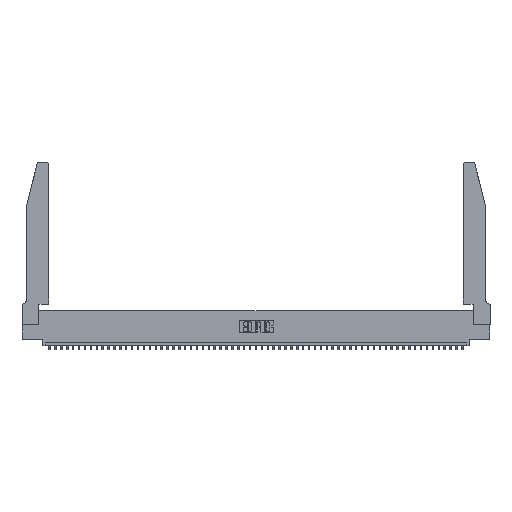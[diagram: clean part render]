
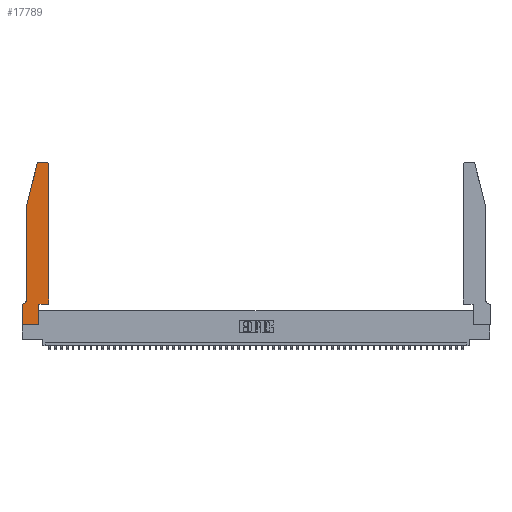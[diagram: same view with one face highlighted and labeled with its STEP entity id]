
A CAD part, top view. The second image highlights one B-rep face of the part: STEP entity #17789.
In plain terms, the highlighted planar face has unit normal (0, 0, 1).
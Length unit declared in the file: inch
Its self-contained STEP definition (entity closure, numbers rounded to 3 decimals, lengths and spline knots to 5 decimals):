
#936 = ORIENTED_EDGE ( 'NONE', *, *, #53985, .T. ) ;
#2435 = VERTEX_POINT ( 'NONE', #52022 ) ;
#2727 = ORIENTED_EDGE ( 'NONE', *, *, #44533, .T. ) ;
#3667 = VERTEX_POINT ( 'NONE', #29073 ) ;
#4086 = VERTEX_POINT ( 'NONE', #37007 ) ;
#4576 = AXIS2_PLACEMENT_3D ( 'NONE', #40473, #52730, #32435 ) ;
#5142 = ORIENTED_EDGE ( 'NONE', *, *, #14231, .T. ) ;
#5319 = LINE ( 'NONE', #27626, #39589 ) ;
#6858 = VECTOR ( 'NONE', #23014, 39.37008 ) ;
#7313 = CARTESIAN_POINT ( 'NONE',  ( 0.0755, 0.35, 0.37 ) ) ;
#7373 = DIRECTION ( 'NONE',  ( -1., 0., 0. ) ) ;
#7447 = EDGE_CURVE ( 'NONE', #53494, #26712, #18298, .T. ) ;
#7765 = CARTESIAN_POINT ( 'NONE',  ( 0.0755, 2., 0.37 ) ) ;
#8480 = VERTEX_POINT ( 'NONE', #31300 ) ;
#9219 = CARTESIAN_POINT ( 'NONE',  ( 0.4505, 0.35, 0.37 ) ) ;
#9742 = VECTOR ( 'NONE', #24441, 39.37008 ) ;
#9999 = EDGE_CURVE ( 'NONE', #52331, #3667, #15702, .T. ) ;
#10842 = EDGE_CURVE ( 'NONE', #8480, #42780, #46485, .T. ) ;
#11043 = AXIS2_PLACEMENT_3D ( 'NONE', #17646, #36238, #7373 ) ;
#11203 = CARTESIAN_POINT ( 'NONE',  ( 0.0755, 2., 0.37 ) ) ;
#12096 = CARTESIAN_POINT ( 'NONE',  ( 0.0755, 2., 0.37 ) ) ;
#12156 = VECTOR ( 'NONE', #34583, 39.37008 ) ;
#12567 = VECTOR ( 'NONE', #27950, 39.37008 ) ;
#12617 = ORIENTED_EDGE ( 'NONE', *, *, #10842, .T. ) ;
#12699 = EDGE_CURVE ( 'NONE', #3667, #47062, #5319, .T. ) ;
#13202 = CARTESIAN_POINT ( 'NONE',  ( 0.2605, 2.75, 0.37 ) ) ;
#13982 = LINE ( 'NONE', #48580, #6858 ) ;
#14231 = EDGE_CURVE ( 'NONE', #30113, #8480, #46096, .T. ) ;
#14797 = EDGE_CURVE ( 'NONE', #42780, #4086, #23700, .T. ) ;
#15702 = LINE ( 'NONE', #37358, #48521 ) ;
#16741 = VERTEX_POINT ( 'NONE', #17228 ) ;
#17228 = CARTESIAN_POINT ( 'NONE',  ( 0.25487, 2.72718, 0.37 ) ) ;
#17646 = CARTESIAN_POINT ( 'NONE',  ( 0.0055, 0.42, 0.37 ) ) ;
#17789 = ADVANCED_FACE ( 'NONE', ( #46530 ), #45968, .T. ) ;
#18298 = CIRCLE ( 'NONE', #4576, 0.03 ) ;
#19125 = CARTESIAN_POINT ( 'NONE',  ( 0.4505, 0.35, 0.37 ) ) ;
#20384 = DIRECTION ( 'NONE',  ( -0.239, -0.971, 0. ) ) ;
#20435 = EDGE_CURVE ( 'NONE', #4086, #2435, #13982, .T. ) ;
#21144 = ORIENTED_EDGE ( 'NONE', *, *, #46057, .T. ) ;
#22189 = ORIENTED_EDGE ( 'NONE', *, *, #20435, .T. ) ;
#23014 = DIRECTION ( 'NONE',  ( 0., -1., 0. ) ) ;
#23177 = DIRECTION ( 'NONE',  ( 1., 0., 0. ) ) ;
#23351 = DIRECTION ( 'NONE',  ( 0., 1., 0. ) ) ;
#23700 = LINE ( 'NONE', #7313, #9742 ) ;
#24441 = DIRECTION ( 'NONE',  ( -1., 0., 0. ) ) ;
#24835 = CARTESIAN_POINT ( 'NONE',  ( 0.2865, 0., 0.37 ) ) ;
#25076 = DIRECTION ( 'NONE',  ( 0., 0., 1. ) ) ;
#25153 = VECTOR ( 'NONE', #20384, 39.37008 ) ;
#25417 = DIRECTION ( 'NONE',  ( 1., 0., 0. ) ) ;
#26149 = DIRECTION ( 'NONE',  ( 1., 0., 0. ) ) ;
#26337 = LINE ( 'NONE', #12096, #25153 ) ;
#26712 = VERTEX_POINT ( 'NONE', #39994 ) ;
#27042 = DIRECTION ( 'NONE',  ( 1., 0., 0. ) ) ;
#27127 = ORIENTED_EDGE ( 'NONE', *, *, #12699, .T. ) ;
#27626 = CARTESIAN_POINT ( 'NONE',  ( 0.4505, 0.35, 0.37 ) ) ;
#27950 = DIRECTION ( 'NONE',  ( 0., -1., 0. ) ) ;
#28124 = CARTESIAN_POINT ( 'NONE',  ( 0.4505, 2.72, 0.37 ) ) ;
#28637 = LINE ( 'NONE', #9219, #12156 ) ;
#29073 = CARTESIAN_POINT ( 'NONE',  ( 0.2865, 0.35, 0.37 ) ) ;
#30113 = VERTEX_POINT ( 'NONE', #7765 ) ;
#31283 = DIRECTION ( 'NONE',  ( 0., 0., 1. ) ) ;
#31300 = CARTESIAN_POINT ( 'NONE',  ( 0.0755, 0.42, 0.37 ) ) ;
#31750 = ORIENTED_EDGE ( 'NONE', *, *, #9999, .T. ) ;
#31796 = EDGE_LOOP ( 'NONE', ( #45412, #936, #21144, #5142, #12617, #39516, #22189, #2727, #31750, #27127, #52871, #35513 ) ) ;
#32435 = DIRECTION ( 'NONE',  ( 1., 0., 0. ) ) ;
#34583 = DIRECTION ( 'NONE',  ( 0., 1., 0. ) ) ;
#35322 = CARTESIAN_POINT ( 'NONE',  ( 0.284, 2.72, 0.37 ) ) ;
#35513 = ORIENTED_EDGE ( 'NONE', *, *, #7447, .T. ) ;
#36238 = DIRECTION ( 'NONE',  ( 0., 0., -1. ) ) ;
#37007 = CARTESIAN_POINT ( 'NONE',  ( 0., 0.35, 0.37 ) ) ;
#37358 = CARTESIAN_POINT ( 'NONE',  ( 0.2865, 0.35, 0.37 ) ) ;
#37390 = CIRCLE ( 'NONE', #38502, 0.03 ) ;
#38502 = AXIS2_PLACEMENT_3D ( 'NONE', #35322, #31283, #27042 ) ;
#39516 = ORIENTED_EDGE ( 'NONE', *, *, #14797, .T. ) ;
#39589 = VECTOR ( 'NONE', #23177, 39.37008 ) ;
#39994 = CARTESIAN_POINT ( 'NONE',  ( 0.4205, 2.75, 0.37 ) ) ;
#40473 = CARTESIAN_POINT ( 'NONE',  ( 0.4205, 2.72, 0.37 ) ) ;
#41739 = VECTOR ( 'NONE', #26149, 39.37008 ) ;
#42600 = DIRECTION ( 'NONE',  ( -1., 0., 0. ) ) ;
#42780 = VERTEX_POINT ( 'NONE', #43388 ) ;
#42812 = CARTESIAN_POINT ( 'NONE',  ( 0.284, 2.75, 0.37 ) ) ;
#43388 = CARTESIAN_POINT ( 'NONE',  ( 0.0055, 0.35, 0.37 ) ) ;
#43848 = EDGE_CURVE ( 'NONE', #26712, #54223, #50319, .T. ) ;
#44533 = EDGE_CURVE ( 'NONE', #2435, #52331, #54241, .T. ) ;
#44611 = EDGE_CURVE ( 'NONE', #47062, #53494, #28637, .T. ) ;
#45412 = ORIENTED_EDGE ( 'NONE', *, *, #43848, .T. ) ;
#45968 = PLANE ( 'NONE',  #50402 ) ;
#46057 = EDGE_CURVE ( 'NONE', #16741, #30113, #26337, .T. ) ;
#46096 = LINE ( 'NONE', #11203, #12567 ) ;
#46485 = CIRCLE ( 'NONE', #11043, 0.07 ) ;
#46530 = FACE_OUTER_BOUND ( 'NONE', #31796, .T. ) ;
#47062 = VERTEX_POINT ( 'NONE', #19125 ) ;
#47588 = VECTOR ( 'NONE', #42600, 39.37008 ) ;
#48521 = VECTOR ( 'NONE', #23351, 39.37008 ) ;
#48580 = CARTESIAN_POINT ( 'NONE',  ( 0., 0., 0.37 ) ) ;
#50168 = CARTESIAN_POINT ( 'NONE',  ( 0., 0.35, 0.37 ) ) ;
#50319 = LINE ( 'NONE', #13202, #47588 ) ;
#50402 = AXIS2_PLACEMENT_3D ( 'NONE', #50168, #25076, #25417 ) ;
#51760 = CARTESIAN_POINT ( 'NONE',  ( 0., 0., 0.37 ) ) ;
#52022 = CARTESIAN_POINT ( 'NONE',  ( 0., 0., 0.37 ) ) ;
#52331 = VERTEX_POINT ( 'NONE', #24835 ) ;
#52730 = DIRECTION ( 'NONE',  ( 0., 0., 1. ) ) ;
#52871 = ORIENTED_EDGE ( 'NONE', *, *, #44611, .T. ) ;
#53494 = VERTEX_POINT ( 'NONE', #28124 ) ;
#53985 = EDGE_CURVE ( 'NONE', #54223, #16741, #37390, .T. ) ;
#54223 = VERTEX_POINT ( 'NONE', #42812 ) ;
#54241 = LINE ( 'NONE', #51760, #41739 ) ;
